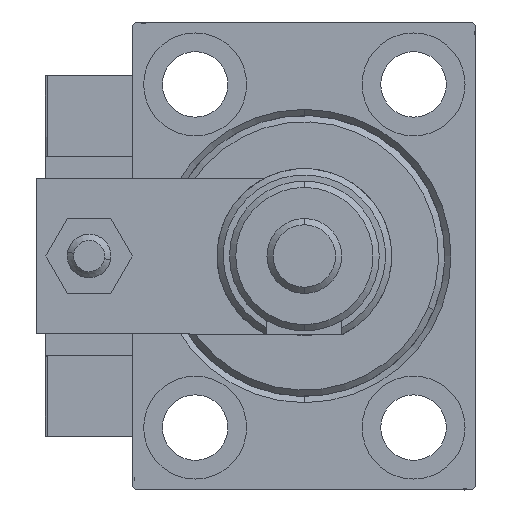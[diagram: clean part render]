
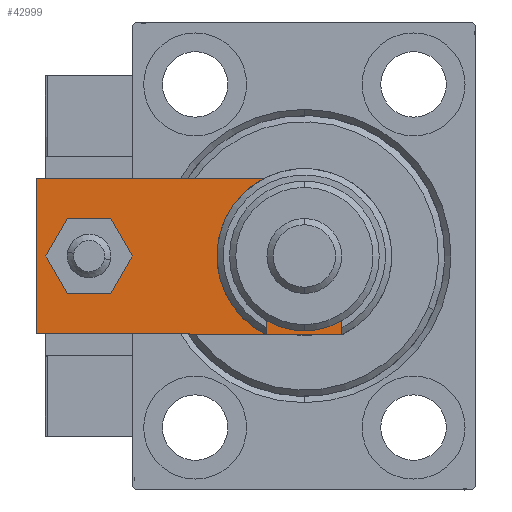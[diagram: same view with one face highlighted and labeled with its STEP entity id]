
A CAD part, left-side view. The second image highlights one B-rep face of the part: STEP entity #42999.
In plain terms, the highlighted face is planar.
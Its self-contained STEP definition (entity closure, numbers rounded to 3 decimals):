
#827 = CIRCLE ( 'NONE', #26841, 8.25 ) ;
#1033 = ORIENTED_EDGE ( 'NONE', *, *, #32965, .F. ) ;
#2029 = AXIS2_PLACEMENT_3D ( 'NONE', #7794, #16183, #3982 ) ;
#3438 = LINE ( 'NONE', #36843, #12690 ) ;
#3761 = CARTESIAN_POINT ( 'NONE',  ( 0., 0., 6. ) ) ;
#3982 = DIRECTION ( 'NONE',  ( 1., 0., 0. ) ) ;
#4292 = EDGE_CURVE ( 'NONE', #40478, #44329, #43637, .T. ) ;
#4546 = CIRCLE ( 'NONE', #19306, 4. ) ;
#4942 = DIRECTION ( 'NONE',  ( 0.707, 0.707, 0. ) ) ;
#5393 = CARTESIAN_POINT ( 'NONE',  ( 12.5, 55., 6. ) ) ;
#5795 = VECTOR ( 'NONE', #8285, 1000. ) ;
#7321 = ORIENTED_EDGE ( 'NONE', *, *, #31165, .F. ) ;
#7794 = CARTESIAN_POINT ( 'NONE',  ( 0., 12., 6. ) ) ;
#8285 = DIRECTION ( 'NONE',  ( 0., -1., 0. ) ) ;
#8469 = CARTESIAN_POINT ( 'NONE',  ( 8.25, 12., 6. ) ) ;
#9273 = VECTOR ( 'NONE', #4942, 1000. ) ;
#9834 = DIRECTION ( 'NONE',  ( 0., 0., 1. ) ) ;
#10695 = VECTOR ( 'NONE', #44786, 1000. ) ;
#10803 = DIRECTION ( 'NONE',  ( 0., 0., 1. ) ) ;
#11333 = VERTEX_POINT ( 'NONE', #39474 ) ;
#11597 = LINE ( 'NONE', #28188, #10695 ) ;
#12334 = CARTESIAN_POINT ( 'NONE',  ( 0., 12., 6. ) ) ;
#12441 = ORIENTED_EDGE ( 'NONE', *, *, #17748, .T. ) ;
#12585 = EDGE_LOOP ( 'NONE', ( #7321, #34978 ) ) ;
#12690 = VECTOR ( 'NONE', #44482, 1000. ) ;
#13615 = CARTESIAN_POINT ( 'NONE',  ( 4., 46.5, 6. ) ) ;
#13887 = LINE ( 'NONE', #30490, #9273 ) ;
#14929 = ORIENTED_EDGE ( 'NONE', *, *, #21330, .T. ) ;
#15435 = DIRECTION ( 'NONE',  ( 1., 0., 0. ) ) ;
#15968 = FACE_BOUND ( 'NONE', #12585, .T. ) ;
#16183 = DIRECTION ( 'NONE',  ( 0., 0., 1. ) ) ;
#16676 = ORIENTED_EDGE ( 'NONE', *, *, #53708, .T. ) ;
#16694 = LINE ( 'NONE', #49901, #5795 ) ;
#16695 = VECTOR ( 'NONE', #30671, 1000. ) ;
#16773 = VERTEX_POINT ( 'NONE', #33211 ) ;
#17748 = EDGE_CURVE ( 'NONE', #16773, #45846, #13887, .T. ) ;
#19306 = AXIS2_PLACEMENT_3D ( 'NONE', #22599, #9834, #22070 ) ;
#21330 = EDGE_CURVE ( 'NONE', #53530, #16773, #52708, .T. ) ;
#21922 = AXIS2_PLACEMENT_3D ( 'NONE', #48088, #10803, #27398 ) ;
#22070 = DIRECTION ( 'NONE',  ( 1., 0., 0. ) ) ;
#22599 = CARTESIAN_POINT ( 'NONE',  ( 0., 46.5, 6. ) ) ;
#23801 = ORIENTED_EDGE ( 'NONE', *, *, #31090, .T. ) ;
#24655 = PLANE ( 'NONE',  #29208 ) ;
#26841 = AXIS2_PLACEMENT_3D ( 'NONE', #12334, #28934, #29195 ) ;
#27398 = DIRECTION ( 'NONE',  ( 1., 0., 0. ) ) ;
#28124 = EDGE_LOOP ( 'NONE', ( #16676, #28239, #14929, #12441, #50158, #23801 ) ) ;
#28188 = CARTESIAN_POINT ( 'NONE',  ( 12.5, 0., 6. ) ) ;
#28239 = ORIENTED_EDGE ( 'NONE', *, *, #52644, .T. ) ;
#28419 = VERTEX_POINT ( 'NONE', #46908 ) ;
#28934 = DIRECTION ( 'NONE',  ( 0., 0., 1. ) ) ;
#28947 = CIRCLE ( 'NONE', #2029, 8.25 ) ;
#29195 = DIRECTION ( 'NONE',  ( 1., 0., 0. ) ) ;
#29208 = AXIS2_PLACEMENT_3D ( 'NONE', #3761, #49440, #15435 ) ;
#30490 = CARTESIAN_POINT ( 'NONE',  ( 3.42, -3.42, 6. ) ) ;
#30671 = DIRECTION ( 'NONE',  ( -1., 0., 0. ) ) ;
#31090 = EDGE_CURVE ( 'NONE', #28419, #11333, #34759, .T. ) ;
#31165 = EDGE_CURVE ( 'NONE', #44329, #40478, #4546, .T. ) ;
#32584 = FACE_BOUND ( 'NONE', #43867, .T. ) ;
#32965 = EDGE_CURVE ( 'NONE', #51087, #45342, #28947, .T. ) ;
#33211 = CARTESIAN_POINT ( 'NONE',  ( 6.84, 0., 6. ) ) ;
#33606 = EDGE_CURVE ( 'NONE', #45846, #28419, #11597, .T. ) ;
#34759 = LINE ( 'NONE', #5393, #16695 ) ;
#34978 = ORIENTED_EDGE ( 'NONE', *, *, #4292, .F. ) ;
#35295 = CARTESIAN_POINT ( 'NONE',  ( 12.5, 5.66, 6. ) ) ;
#36371 = CARTESIAN_POINT ( 'NONE',  ( -4., 46.5, 6. ) ) ;
#36380 = CARTESIAN_POINT ( 'NONE',  ( -12.5, 0., 6. ) ) ;
#36556 = CARTESIAN_POINT ( 'NONE',  ( -8.25, 12., 6. ) ) ;
#36843 = CARTESIAN_POINT ( 'NONE',  ( -3.42, -3.42, 6. ) ) ;
#38173 = CARTESIAN_POINT ( 'NONE',  ( -12.5, 5.66, 6. ) ) ;
#39474 = CARTESIAN_POINT ( 'NONE',  ( -12.5, 55., 6. ) ) ;
#40197 = FACE_OUTER_BOUND ( 'NONE', #28124, .T. ) ;
#40478 = VERTEX_POINT ( 'NONE', #13615 ) ;
#40568 = VECTOR ( 'NONE', #43726, 1000. ) ;
#41192 = CARTESIAN_POINT ( 'NONE',  ( -6.84, 0., 6. ) ) ;
#42999 = ADVANCED_FACE ( 'NONE', ( #15968, #40197, #32584 ), #24655, .T. ) ;
#43637 = CIRCLE ( 'NONE', #21922, 4. ) ;
#43726 = DIRECTION ( 'NONE',  ( 1., 0., 0. ) ) ;
#43867 = EDGE_LOOP ( 'NONE', ( #1033, #51701 ) ) ;
#44329 = VERTEX_POINT ( 'NONE', #36371 ) ;
#44482 = DIRECTION ( 'NONE',  ( 0.707, -0.707, 0. ) ) ;
#44786 = DIRECTION ( 'NONE',  ( 0., 1., 0. ) ) ;
#45342 = VERTEX_POINT ( 'NONE', #8469 ) ;
#45846 = VERTEX_POINT ( 'NONE', #35295 ) ;
#46908 = CARTESIAN_POINT ( 'NONE',  ( 12.5, 55., 6. ) ) ;
#48088 = CARTESIAN_POINT ( 'NONE',  ( 0., 46.5, 6. ) ) ;
#48973 = EDGE_CURVE ( 'NONE', #45342, #51087, #827, .T. ) ;
#49045 = VERTEX_POINT ( 'NONE', #38173 ) ;
#49440 = DIRECTION ( 'NONE',  ( 0., 0., 1. ) ) ;
#49901 = CARTESIAN_POINT ( 'NONE',  ( -12.5, 55., 6. ) ) ;
#50158 = ORIENTED_EDGE ( 'NONE', *, *, #33606, .T. ) ;
#51087 = VERTEX_POINT ( 'NONE', #36556 ) ;
#51701 = ORIENTED_EDGE ( 'NONE', *, *, #48973, .F. ) ;
#52644 = EDGE_CURVE ( 'NONE', #49045, #53530, #3438, .T. ) ;
#52708 = LINE ( 'NONE', #36380, #40568 ) ;
#53530 = VERTEX_POINT ( 'NONE', #41192 ) ;
#53708 = EDGE_CURVE ( 'NONE', #11333, #49045, #16694, .T. ) ;
